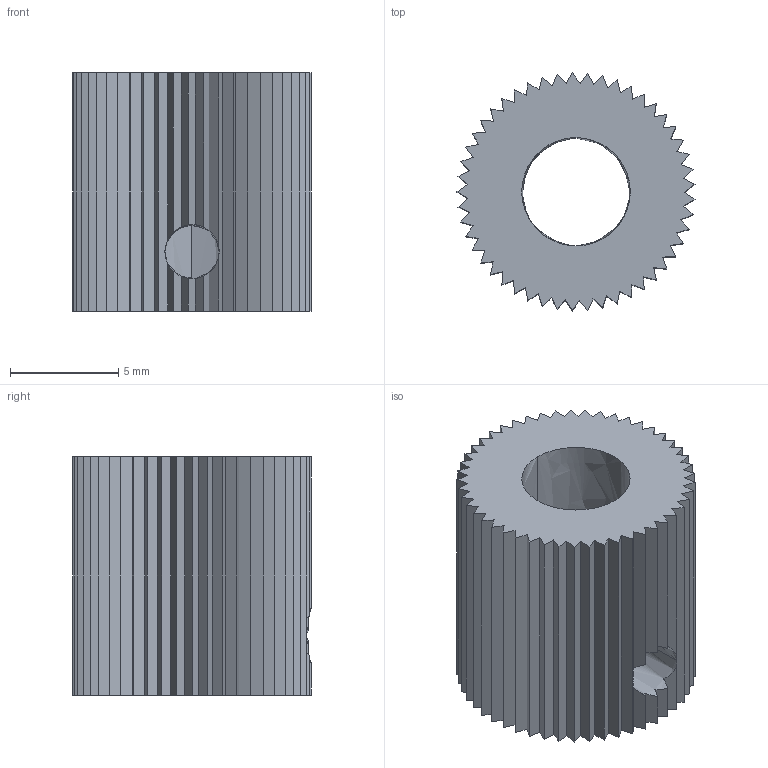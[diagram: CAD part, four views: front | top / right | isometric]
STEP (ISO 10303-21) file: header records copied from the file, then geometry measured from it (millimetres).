
FILE_DESCRIPTION(/* description */ (''),/* implementation_level */ '2;1');
FILE_NAME(/* name */ 'GEARED~1',/* time_stamp */ '2014-10-14T14:03:40+02:00',/* author */ (''),/* organization */ (''),/* preprocessor_version */ 'ST-DEVELOPER v14',/* originating_system */ '',/* authorisation */ '');
FILE_SCHEMA (('AUTOMOTIVE_DESIGN'));
Length unit declared in the file: millimetre
Products named in the file (1): Document
Bounding box: 10.99 x 10.99 x 11 mm (x, y, z)
Volume: 721.3 mm3; surface area: 957.1 mm2
Topology: 1 solids, 1 shells, 111 faces, 333 edges, 222 vertices
Faces by surface type: plane 107, bspline 4
Entity records: 3355 total; most frequent: CARTESIAN_POINT 1127, ORIENTED_EDGE 666, EDGE_CURVE 333, B_SPLINE_CURVE_WITH_KNOTS 324, VERTEX_POINT 222, EDGE_LOOP 113, ADVANCED_FACE 111, FACE_OUTER_BOUND 111
